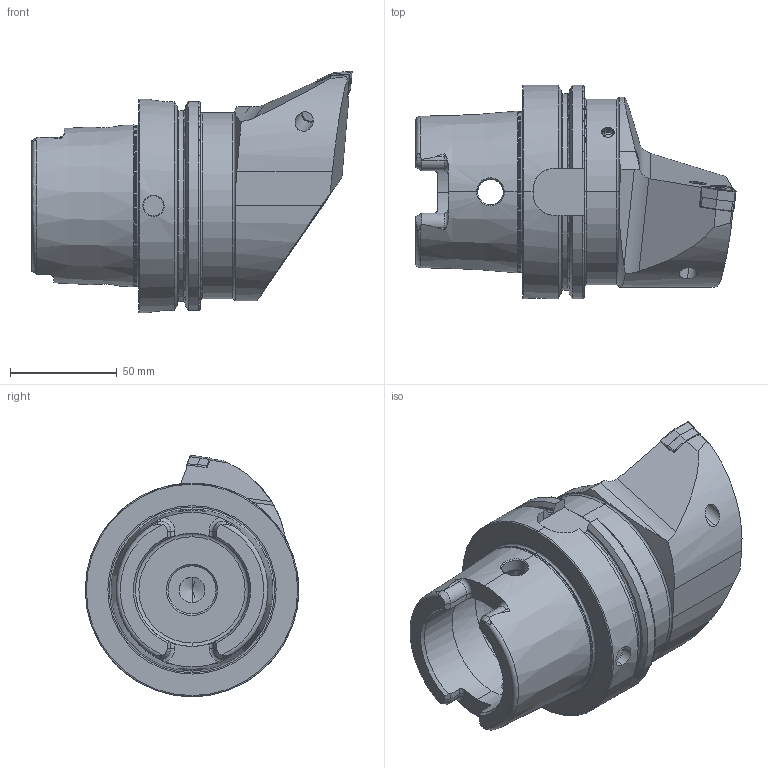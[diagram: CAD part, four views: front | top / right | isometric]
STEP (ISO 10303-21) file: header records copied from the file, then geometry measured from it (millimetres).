
FILE_DESCRIPTION (( 'STEP AP214' ), '1' );
FILE_NAME ('HA0-PWE.LLA.100.STEP', '2015-02-16T08:09:35', ( 'SWIAdmin' ), ( 'Hewlett-Packard Company' ), 'SwSTEP 2.0', 'SolidWorks 2012', '' );
FILE_SCHEMA (( 'AUTOMOTIVE_DESIGN' ));
Length unit declared in the file: millimetre
Products named in the file (8): KVT_MB_600_060; WCD-ER1.101.000; WCD-ER4.101.017_A; WDF-ER3.101.000_A; WNMG080404; WWE-ER2.101.004_A; HA0-PWE.LLA.100_A; HA0-PWE.LLA.100
Assembly tree (7 placements, depth 2):
  HA0-PWE.LLA.100
    HA0-PWE.LLA.100_A
    WWE-ER2.101.004_A
    WNMG080404
    WDF-ER3.101.000_A
    WCD-ER4.101.017_A
    WCD-ER1.101.000
    KVT_MB_600_060
Bounding box: 149.9 x 100 x 113 mm (x, y, z)
Volume: 539857.1 mm3; surface area: 70868.4 mm2
Topology: 8 solids, 8 shells, 398 faces, 1006 edges, 615 vertices
Faces by surface type: plane 127, cylinder 108, cone 95, torus 44, bspline 22, sphere 2
Entity records: 15701 total; most frequent: CARTESIAN_POINT 4586, ORIENTED_EDGE 1982, DIRECTION 1848, EDGE_CURVE 991, AXIS2_PLACEMENT_3D 712, VERTEX_POINT 612, LINE 424, VECTOR 424
